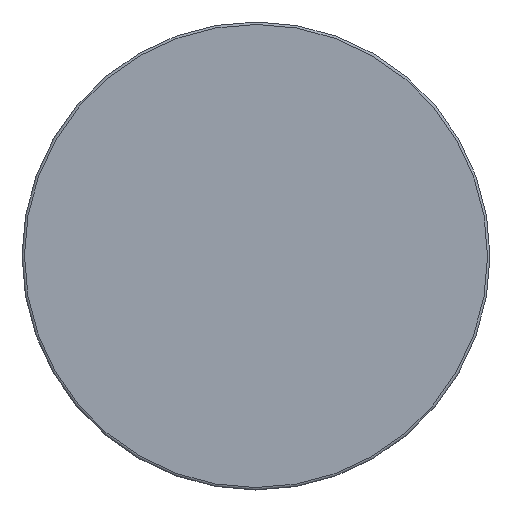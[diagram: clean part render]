
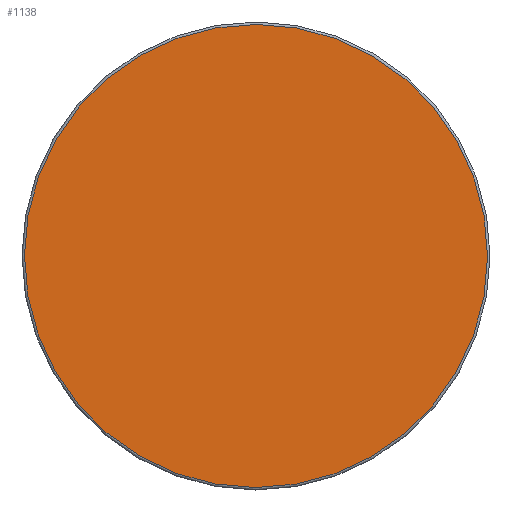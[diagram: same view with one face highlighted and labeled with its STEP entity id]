
A CAD part, front view. The second image highlights one B-rep face of the part: STEP entity #1138.
In plain terms, the highlighted planar face has unit normal (0, -1, 0).
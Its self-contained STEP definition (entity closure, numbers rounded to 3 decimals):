
#93=PLANE('',#1308);
#175=FACE_OUTER_BOUND('',#258,.T.);
#258=EDGE_LOOP('',(#983,#984));
#415=CIRCLE('',#1305,118.75);
#416=CIRCLE('',#1306,118.75);
#521=VERTEX_POINT('',#7543);
#522=VERTEX_POINT('',#7544);
#674=EDGE_CURVE('',#521,#522,#415,.T.);
#675=EDGE_CURVE('',#522,#521,#416,.T.);
#983=ORIENTED_EDGE('',*,*,#674,.T.);
#984=ORIENTED_EDGE('',*,*,#675,.T.);
#1138=ADVANCED_FACE('',(#175),#93,.T.);
#1305=AXIS2_PLACEMENT_3D('',#7545,#1641,#1642);
#1306=AXIS2_PLACEMENT_3D('',#7546,#1643,#1644);
#1308=AXIS2_PLACEMENT_3D('',#7548,#1647,#1648);
#1641=DIRECTION('center_axis',(0.,-1.,0.));
#1642=DIRECTION('ref_axis',(0.001,0.,1.));
#1643=DIRECTION('center_axis',(0.,-1.,0.));
#1644=DIRECTION('ref_axis',(0.001,0.,1.));
#1647=DIRECTION('center_axis',(0.,-1.,0.));
#1648=DIRECTION('ref_axis',(1.,0.,-0.001));
#7543=CARTESIAN_POINT('',(1.029,-113.277,118.75));
#7544=CARTESIAN_POINT('',(-117.815,-113.277,0.095));
#7545=CARTESIAN_POINT('Origin',(0.935,-113.277,0.));
#7546=CARTESIAN_POINT('Origin',(0.935,-113.277,0.));
#7548=CARTESIAN_POINT('Origin',(0.935,-113.277,0.));
